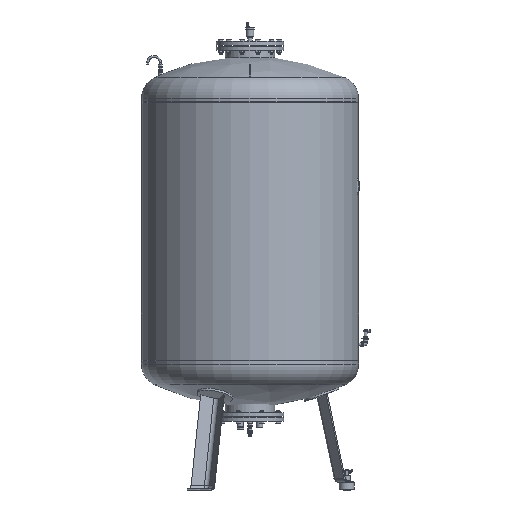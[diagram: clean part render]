
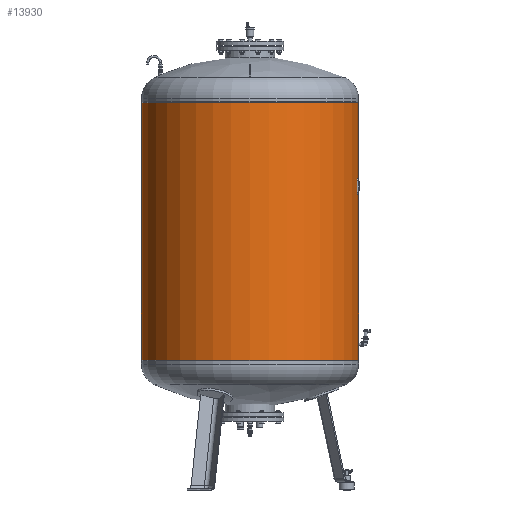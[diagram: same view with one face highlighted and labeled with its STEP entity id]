
A CAD part, left-side view. The second image highlights one B-rep face of the part: STEP entity #13930.
In plain terms, the highlighted cylindrical face has radius 600 mm (diameter 1200 mm), a full revolution.
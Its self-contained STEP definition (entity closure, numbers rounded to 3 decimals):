
#3593=FACE_BOUND($,#5336,.T.);
#4270=FACE_OUTER_BOUND($,#5335,.T.);
#5335=EDGE_LOOP($,(#11960));
#5336=EDGE_LOOP($,(#11961));
#6104=CIRCLE($,#15239,600.);
#6105=CIRCLE($,#15241,600.);
#7138=VERTEX_POINT($,#22658);
#7139=VERTEX_POINT($,#22661);
#8832=EDGE_CURVE($,#7138,#7138,#6104,.T.);
#8833=EDGE_CURVE($,#7139,#7139,#6105,.T.);
#11960=ORIENTED_EDGE($,*,*,#8832,.T.);
#11961=ORIENTED_EDGE($,*,*,#8833,.F.);
#13300=CYLINDRICAL_SURFACE($,#15240,600.);
#13930=ADVANCED_FACE($,(#4270,#3593),#13300,.T.);
#15239=AXIS2_PLACEMENT_3D($,#22659,#18466,#18467);
#15240=AXIS2_PLACEMENT_3D($,#22660,#18468,#18469);
#15241=AXIS2_PLACEMENT_3D($,#22662,#18470,#18471);
#18466=DIRECTION('center_axis',(0.,0.,1.));
#18467=DIRECTION('ref_axis',(1.,0.,0.));
#18468=DIRECTION('center_axis',(0.,0.,1.));
#18469=DIRECTION('ref_axis',(1.,0.,0.));
#18470=DIRECTION('center_axis',(0.,0.,1.));
#18471=DIRECTION('ref_axis',(1.,0.,0.));
#22658=CARTESIAN_POINT('',(600.,0.,718.));
#22659=CARTESIAN_POINT('Origin',(0.,0.,718.));
#22660=CARTESIAN_POINT('Origin',(0.,0.,1781.));
#22661=CARTESIAN_POINT('',(600.,0.,2142.));
#22662=CARTESIAN_POINT('Origin',(0.,0.,2142.));
